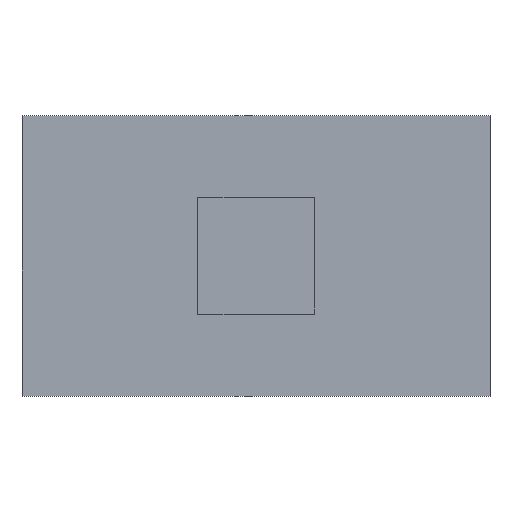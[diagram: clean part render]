
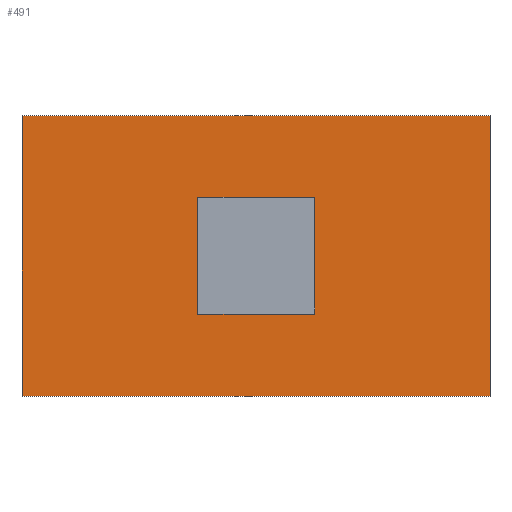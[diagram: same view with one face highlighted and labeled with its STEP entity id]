
A CAD part, top view. The second image highlights one B-rep face of the part: STEP entity #491.
In plain terms, the highlighted planar face has unit normal (0, 0, 1).
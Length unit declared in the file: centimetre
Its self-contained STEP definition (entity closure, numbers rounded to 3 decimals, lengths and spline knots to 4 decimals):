
#375=VERTEX_POINT('',#1209);
#376=VERTEX_POINT('',#1210);
#379=VERTEX_POINT('',#1218);
#381=VERTEX_POINT('',#1224);
#391=EDGE_CURVE('',#375,#376,#540,.T.);
#395=EDGE_CURVE('',#376,#379,#544,.T.);
#398=EDGE_CURVE('',#379,#381,#547,.T.);
#401=EDGE_CURVE('',#381,#375,#550,.T.);
#431=ORIENTED_EDGE('',*,*,#391,.F.);
#432=ORIENTED_EDGE('',*,*,#401,.F.);
#433=ORIENTED_EDGE('',*,*,#398,.F.);
#434=ORIENTED_EDGE('',*,*,#395,.F.);
#467=EDGE_LOOP('',(#431,#432,#433,#434));
#479=FACE_BOUND('',#467,.T.);
#491=ADVANCED_FACE('',(#479),#932,.T.);
#540=LINE('',#1208,#890);
#544=LINE('',#1217,#894);
#547=LINE('',#1223,#897);
#550=LINE('',#1229,#900);
#856=AXIS2_PLACEMENT_3D('',#1231,#1109,$);
#890=VECTOR('',#1094,1.);
#894=VECTOR('',#1099,1.);
#897=VECTOR('',#1103,1.);
#900=VECTOR('',#1107,1.);
#932=PLANE('',#856);
#1094=DIRECTION('',(1.,0.,0.));
#1099=DIRECTION('',(0.,-1.,0.));
#1103=DIRECTION('',(-1.,0.,0.));
#1107=DIRECTION('',(0.,1.,0.));
#1109=DIRECTION('',(0.,0.,1.));
#1208=CARTESIAN_POINT('',(10.,6.,2.));
#1209=CARTESIAN_POINT('',(-10.,6.,2.));
#1210=CARTESIAN_POINT('',(10.,6.,2.));
#1217=CARTESIAN_POINT('',(10.,-6.,2.));
#1218=CARTESIAN_POINT('',(10.,-6.,2.));
#1223=CARTESIAN_POINT('',(-10.,-6.,2.));
#1224=CARTESIAN_POINT('',(-10.,-6.,2.));
#1229=CARTESIAN_POINT('',(-10.,6.,2.));
#1231=CARTESIAN_POINT('',(0.,0.,2.));
